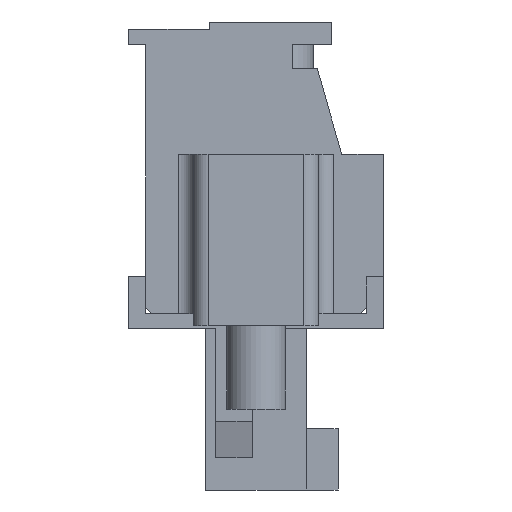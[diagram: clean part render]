
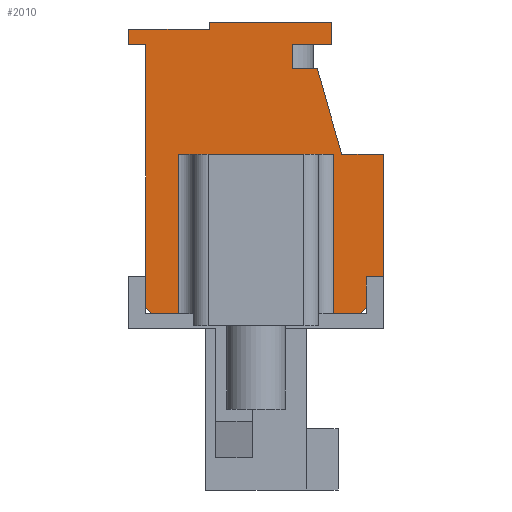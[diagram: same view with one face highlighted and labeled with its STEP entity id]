
A CAD part, left-side view. The second image highlights one B-rep face of the part: STEP entity #2010.
In plain terms, the highlighted planar face has unit normal (-1, 0, 0).
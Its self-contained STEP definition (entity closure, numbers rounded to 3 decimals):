
#2010 = ADVANCED_FACE( '', ( #4452 ), #4453, .T. );
#4452 = FACE_OUTER_BOUND( '', #7460, .T. );
#4453 = PLANE( '', #7461 );
#7460 = EDGE_LOOP( '', ( #12651, #12652, #12653, #12654, #12655, #12656, #12657, #12658, #12659, #12660, #12661, #12662, #12663, #12664, #12665, #12666, #12667, #12668, #12669, #12670, #12671, #12672 ) );
#7461 = AXIS2_PLACEMENT_3D( '', #12673, #12674, #12675 );
#12651 = ORIENTED_EDGE( '', *, *, #20195, .T. );
#12652 = ORIENTED_EDGE( '', *, *, #19506, .T. );
#12653 = ORIENTED_EDGE( '', *, *, #20196, .T. );
#12654 = ORIENTED_EDGE( '', *, *, #20197, .T. );
#12655 = ORIENTED_EDGE( '', *, *, #20198, .F. );
#12656 = ORIENTED_EDGE( '', *, *, #19864, .T. );
#12657 = ORIENTED_EDGE( '', *, *, #20199, .T. );
#12658 = ORIENTED_EDGE( '', *, *, #18708, .T. );
#12659 = ORIENTED_EDGE( '', *, *, #20200, .T. );
#12660 = ORIENTED_EDGE( '', *, *, #20201, .T. );
#12661 = ORIENTED_EDGE( '', *, *, #18662, .T. );
#12662 = ORIENTED_EDGE( '', *, *, #20202, .T. );
#12663 = ORIENTED_EDGE( '', *, *, #20058, .T. );
#12664 = ORIENTED_EDGE( '', *, *, #20203, .T. );
#12665 = ORIENTED_EDGE( '', *, *, #20204, .T. );
#12666 = ORIENTED_EDGE( '', *, *, #20205, .T. );
#12667 = ORIENTED_EDGE( '', *, *, #18426, .T. );
#12668 = ORIENTED_EDGE( '', *, *, #20026, .T. );
#12669 = ORIENTED_EDGE( '', *, *, #20206, .T. );
#12670 = ORIENTED_EDGE( '', *, *, #20207, .T. );
#12671 = ORIENTED_EDGE( '', *, *, #19961, .T. );
#12672 = ORIENTED_EDGE( '', *, *, #20096, .T. );
#12673 = CARTESIAN_POINT( '', ( -14., 0., 0. ) );
#12674 = DIRECTION( '', ( -1., 0., 0. ) );
#12675 = DIRECTION( '', ( 0., 0., 1. ) );
#18426 = EDGE_CURVE( '', #22063, #22064, #22065, .T. );
#18662 = EDGE_CURVE( '', #22425, #22487, #22489, .T. );
#18708 = EDGE_CURVE( '', #22565, #22566, #22567, .F. );
#19506 = EDGE_CURVE( '', #23933, #23931, #23934, .F. );
#19864 = EDGE_CURVE( '', #24495, #24492, #24496, .F. );
#19961 = EDGE_CURVE( '', #24638, #24639, #24640, .T. );
#20026 = EDGE_CURVE( '', #22064, #24732, #24733, .T. );
#20058 = EDGE_CURVE( '', #24781, #24782, #24783, .T. );
#20096 = EDGE_CURVE( '', #24639, #24839, #24840, .T. );
#20195 = EDGE_CURVE( '', #24839, #23933, #24984, .T. );
#20196 = EDGE_CURVE( '', #23931, #24985, #24986, .T. );
#20197 = EDGE_CURVE( '', #24985, #24987, #24988, .F. );
#20198 = EDGE_CURVE( '', #24495, #24987, #24989, .T. );
#20199 = EDGE_CURVE( '', #24492, #22565, #24990, .T. );
#20200 = EDGE_CURVE( '', #22566, #24991, #24992, .T. );
#20201 = EDGE_CURVE( '', #24991, #22425, #24993, .T. );
#20202 = EDGE_CURVE( '', #22487, #24781, #24994, .T. );
#20203 = EDGE_CURVE( '', #24782, #24995, #24996, .T. );
#20204 = EDGE_CURVE( '', #24995, #24997, #24998, .T. );
#20205 = EDGE_CURVE( '', #24997, #22063, #24999, .T. );
#20206 = EDGE_CURVE( '', #24732, #25000, #25001, .T. );
#20207 = EDGE_CURVE( '', #25000, #24638, #25002, .T. );
#22063 = VERTEX_POINT( '', #27366 );
#22064 = VERTEX_POINT( '', #27367 );
#22065 = LINE( '', #27368, #27369 );
#22425 = VERTEX_POINT( '', #27888 );
#22487 = VERTEX_POINT( '', #27982 );
#22489 = LINE( '', #27985, #27986 );
#22565 = VERTEX_POINT( '', #28103 );
#22566 = VERTEX_POINT( '', #28104 );
#22567 = LINE( '', #28105, #28106 );
#23931 = VERTEX_POINT( '', #30106 );
#23933 = VERTEX_POINT( '', #30109 );
#23934 = LINE( '', #30110, #30111 );
#24492 = VERTEX_POINT( '', #30927 );
#24495 = VERTEX_POINT( '', #30930 );
#24496 = LINE( '', #30931, #30932 );
#24638 = VERTEX_POINT( '', #31140 );
#24639 = VERTEX_POINT( '', #31141 );
#24640 = LINE( '', #31142, #31143 );
#24732 = VERTEX_POINT( '', #31279 );
#24733 = LINE( '', #31280, #31281 );
#24781 = VERTEX_POINT( '', #31353 );
#24782 = VERTEX_POINT( '', #31354 );
#24783 = LINE( '', #31355, #31356 );
#24839 = VERTEX_POINT( '', #31436 );
#24840 = LINE( '', #31437, #31438 );
#24984 = LINE( '', #31652, #31653 );
#24985 = VERTEX_POINT( '', #31654 );
#24986 = LINE( '', #31655, #31656 );
#24987 = VERTEX_POINT( '', #31657 );
#24988 = LINE( '', #31658, #31659 );
#24989 = LINE( '', #31660, #31661 );
#24990 = LINE( '', #31662, #31663 );
#24991 = VERTEX_POINT( '', #31664 );
#24992 = LINE( '', #31665, #31666 );
#24993 = LINE( '', #31667, #31668 );
#24994 = LINE( '', #31669, #31670 );
#24995 = VERTEX_POINT( '', #31671 );
#24996 = LINE( '', #31672, #31673 );
#24997 = VERTEX_POINT( '', #31674 );
#24998 = LINE( '', #31675, #31676 );
#24999 = LINE( '', #31677, #31678 );
#25000 = VERTEX_POINT( '', #31679 );
#25001 = LINE( '', #31680, #31681 );
#25002 = LINE( '', #31682, #31683 );
#27366 = CARTESIAN_POINT( '', ( -14., -3.1, 5.76 ) );
#27367 = CARTESIAN_POINT( '', ( -14., -3.1, 6.66 ) );
#27368 = CARTESIAN_POINT( '', ( -14., -3.1, 5.76 ) );
#27369 = VECTOR( '', #34760, 1000. );
#27888 = CARTESIAN_POINT( '', ( -14., -5.2, -3.74 ) );
#27982 = CARTESIAN_POINT( '', ( -14., -5.2, 1.26 ) );
#27985 = CARTESIAN_POINT( '', ( -14., -5.2, -3.74 ) );
#27986 = VECTOR( '', #34994, 1000. );
#28103 = CARTESIAN_POINT( '', ( -14., -4.25, -5.24 ) );
#28104 = CARTESIAN_POINT( '', ( -14., -4.5, -4.99 ) );
#28105 = CARTESIAN_POINT( '', ( -14., -4.745, -4.745 ) );
#28106 = VECTOR( '', #35032, 1000. );
#30106 = CARTESIAN_POINT( '', ( -14., 4.25, -5.24 ) );
#30109 = CARTESIAN_POINT( '', ( -14., 4.5, -4.99 ) );
#30110 = CARTESIAN_POINT( '', ( -14., 4.745, -4.745 ) );
#30111 = VECTOR( '', #35796, 1000. );
#30927 = CARTESIAN_POINT( '', ( -14., -3.15, -5.24 ) );
#30930 = CARTESIAN_POINT( '', ( -14., -3.15, 1.26 ) );
#30931 = CARTESIAN_POINT( '', ( -14., -3.15, 0. ) );
#30932 = VECTOR( '', #36137, 1000. );
#31140 = CARTESIAN_POINT( '', ( -14., 5.2, 6.36 ) );
#31141 = CARTESIAN_POINT( '', ( -14., 5.2, 5.74 ) );
#31142 = CARTESIAN_POINT( '', ( -14., 5.2, 6.36 ) );
#31143 = VECTOR( '', #36247, 1000. );
#31279 = CARTESIAN_POINT( '', ( -14., 1.9, 6.66 ) );
#31280 = CARTESIAN_POINT( '', ( -14., -3.1, 6.66 ) );
#31281 = VECTOR( '', #36301, 1000. );
#31353 = CARTESIAN_POINT( '', ( -14., -3.5, 1.26 ) );
#31354 = CARTESIAN_POINT( '', ( -14., -2.5, 4.76 ) );
#31355 = CARTESIAN_POINT( '', ( -14., -3.5, 1.26 ) );
#31356 = VECTOR( '', #36338, 1000. );
#31436 = CARTESIAN_POINT( '', ( -14., 4.5, 5.74 ) );
#31437 = CARTESIAN_POINT( '', ( -14., 5.2, 5.74 ) );
#31438 = VECTOR( '', #36378, 1000. );
#31652 = CARTESIAN_POINT( '', ( -14., 4.5, 5.74 ) );
#31653 = VECTOR( '', #36457, 1000. );
#31654 = CARTESIAN_POINT( '', ( -14., 3.15, -5.24 ) );
#31655 = CARTESIAN_POINT( '', ( -14., 0., -5.24 ) );
#31656 = VECTOR( '', #36458, 1000. );
#31657 = CARTESIAN_POINT( '', ( -14., 3.15, 1.26 ) );
#31658 = CARTESIAN_POINT( '', ( -14., 3.15, 0. ) );
#31659 = VECTOR( '', #36459, 1000. );
#31660 = CARTESIAN_POINT( '', ( -14., -2.55, 1.26 ) );
#31661 = VECTOR( '', #36460, 1000. );
#31662 = CARTESIAN_POINT( '', ( -14., 0., -5.24 ) );
#31663 = VECTOR( '', #36461, 1000. );
#31664 = CARTESIAN_POINT( '', ( -14., -4.5, -3.74 ) );
#31665 = CARTESIAN_POINT( '', ( -14., -4.5, -5.74 ) );
#31666 = VECTOR( '', #36462, 1000. );
#31667 = CARTESIAN_POINT( '', ( -14., -4.5, -3.74 ) );
#31668 = VECTOR( '', #36463, 1000. );
#31669 = CARTESIAN_POINT( '', ( -14., -5.2, 1.26 ) );
#31670 = VECTOR( '', #36464, 1000. );
#31671 = CARTESIAN_POINT( '', ( -14., -1.5, 4.76 ) );
#31672 = CARTESIAN_POINT( '', ( -14., -1.5, 4.76 ) );
#31673 = VECTOR( '', #36465, 1000. );
#31674 = CARTESIAN_POINT( '', ( -14., -1.5, 5.76 ) );
#31675 = CARTESIAN_POINT( '', ( -14., -1.5, 4.76 ) );
#31676 = VECTOR( '', #36466, 1000. );
#31677 = CARTESIAN_POINT( '', ( -14., -1.5, 5.76 ) );
#31678 = VECTOR( '', #36467, 1000. );
#31679 = CARTESIAN_POINT( '', ( -14., 1.9, 6.36 ) );
#31680 = CARTESIAN_POINT( '', ( -14., 1.9, 6.66 ) );
#31681 = VECTOR( '', #36468, 1000. );
#31682 = CARTESIAN_POINT( '', ( -14., 1.9, 6.36 ) );
#31683 = VECTOR( '', #36469, 1000. );
#34760 = DIRECTION( '', ( 0., 0., 1. ) );
#34994 = DIRECTION( '', ( 0., 0., 1. ) );
#35032 = DIRECTION( '', ( 0., 0.707, -0.707 ) );
#35796 = DIRECTION( '', ( 0., 0.707, 0.707 ) );
#36137 = DIRECTION( '', ( 0., 0., 1. ) );
#36247 = DIRECTION( '', ( 0., 0., -1. ) );
#36301 = DIRECTION( '', ( 0., 1., 0. ) );
#36338 = DIRECTION( '', ( 0., 0.275, 0.962 ) );
#36378 = DIRECTION( '', ( 0., -1., 0. ) );
#36457 = DIRECTION( '', ( 0., 0., -1. ) );
#36458 = DIRECTION( '', ( 0., -1., 0. ) );
#36459 = DIRECTION( '', ( 0., 0., -1. ) );
#36460 = DIRECTION( '', ( 0., 1., 0. ) );
#36461 = DIRECTION( '', ( 0., -1., 0. ) );
#36462 = DIRECTION( '', ( 0., 0., 1. ) );
#36463 = DIRECTION( '', ( 0., -1., 0. ) );
#36464 = DIRECTION( '', ( 0., 1., 0. ) );
#36465 = DIRECTION( '', ( 0., 1., 0. ) );
#36466 = DIRECTION( '', ( 0., 0., 1. ) );
#36467 = DIRECTION( '', ( 0., -1., 0. ) );
#36468 = DIRECTION( '', ( 0., 0., -1. ) );
#36469 = DIRECTION( '', ( 0., 1., 0. ) );
